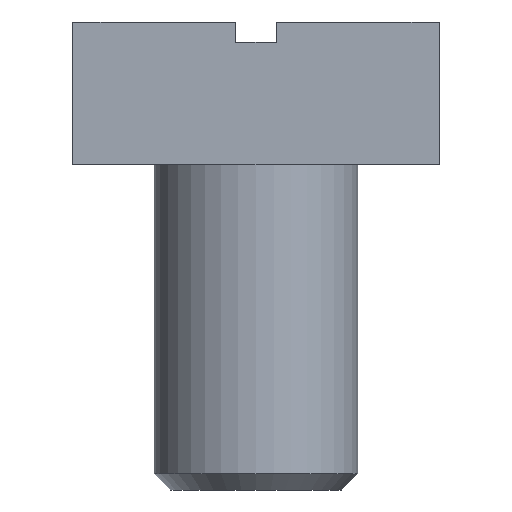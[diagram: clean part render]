
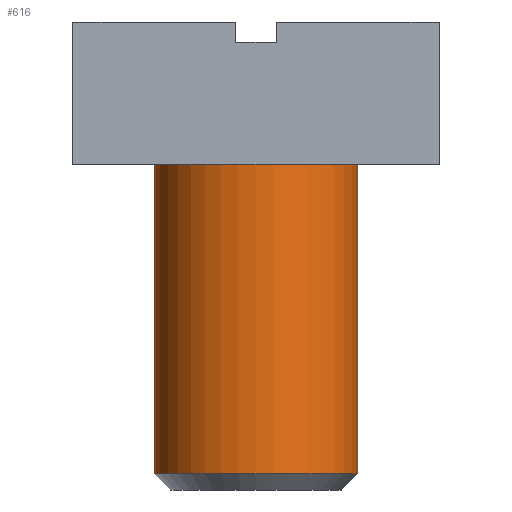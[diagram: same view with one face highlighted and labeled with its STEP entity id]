
A CAD part, front view. The second image highlights one B-rep face of the part: STEP entity #616.
In plain terms, the highlighted cylindrical face has radius 2.5 mm (diameter 5 mm), a partial arc.
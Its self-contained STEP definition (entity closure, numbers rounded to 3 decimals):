
#4 = EDGE_CURVE ( 'NONE', #353, #347, #607, .T. ) ;
#16 = EDGE_CURVE ( 'NONE', #383, #353, #422, .T. ) ;
#44 = EDGE_CURVE ( 'NONE', #295, #347, #342, .T. ) ;
#59 = EDGE_CURVE ( 'NONE', #295, #383, #696, .T. ) ;
#130 = DIRECTION ( 'NONE',  ( 1., 0., 0. ) ) ;
#131 = CYLINDRICAL_SURFACE ( 'NONE', #620, 2.5 ) ;
#132 = CARTESIAN_POINT ( 'NONE',  ( 0., 0., -8. ) ) ;
#133 = FACE_OUTER_BOUND ( 'NONE', #387, .T. ) ;
#144 = DIRECTION ( 'NONE',  ( 0., 0., 1. ) ) ;
#169 = CARTESIAN_POINT ( 'NONE',  ( 2.5, 0., -7.6 ) ) ;
#172 = CARTESIAN_POINT ( 'NONE',  ( -2.5, 0., 0. ) ) ;
#178 = CARTESIAN_POINT ( 'NONE',  ( 2.5, 0., 0. ) ) ;
#179 = CARTESIAN_POINT ( 'NONE',  ( -2.5, 0., -7.6 ) ) ;
#262 = DIRECTION ( 'NONE',  ( -1., 0., 0. ) ) ;
#263 = DIRECTION ( 'NONE',  ( 0., 0., 1. ) ) ;
#264 = CARTESIAN_POINT ( 'NONE',  ( 0., 0., -7.6 ) ) ;
#295 = VERTEX_POINT ( 'NONE', #179 ) ;
#329 = DIRECTION ( 'NONE',  ( 0., 0., 1. ) ) ;
#331 = CARTESIAN_POINT ( 'NONE',  ( -2.5, 0., -8. ) ) ;
#342 = LINE ( 'NONE', #331, #652 ) ;
#347 = VERTEX_POINT ( 'NONE', #172 ) ;
#353 = VERTEX_POINT ( 'NONE', #178 ) ;
#383 = VERTEX_POINT ( 'NONE', #169 ) ;
#387 = EDGE_LOOP ( 'NONE', ( #520, #519, #518, #529 ) ) ;
#420 = DIRECTION ( 'NONE',  ( 0., 0., 1. ) ) ;
#421 = CARTESIAN_POINT ( 'NONE',  ( 2.5, 0., -8. ) ) ;
#422 = LINE ( 'NONE', #421, #602 ) ;
#450 = DIRECTION ( 'NONE',  ( -1., 0., 0. ) ) ;
#451 = DIRECTION ( 'NONE',  ( 0., 0., -1. ) ) ;
#452 = CARTESIAN_POINT ( 'NONE',  ( 0., 0., 0. ) ) ;
#518 = ORIENTED_EDGE ( 'NONE', *, *, #16, .T. ) ;
#519 = ORIENTED_EDGE ( 'NONE', *, *, #59, .T. ) ;
#520 = ORIENTED_EDGE ( 'NONE', *, *, #44, .F. ) ;
#529 = ORIENTED_EDGE ( 'NONE', *, *, #4, .T. ) ;
#601 = AXIS2_PLACEMENT_3D ( 'NONE', #452, #451, #450 ) ;
#602 = VECTOR ( 'NONE', #420, 1000. ) ;
#607 = CIRCLE ( 'NONE', #601, 2.5 ) ;
#616 = ADVANCED_FACE ( 'NONE', ( #133 ), #131, .T. ) ;
#620 = AXIS2_PLACEMENT_3D ( 'NONE', #132, #144, #130 ) ;
#652 = VECTOR ( 'NONE', #329, 1000. ) ;
#662 = AXIS2_PLACEMENT_3D ( 'NONE', #264, #263, #262 ) ;
#696 = CIRCLE ( 'NONE', #662, 2.5 ) ;
